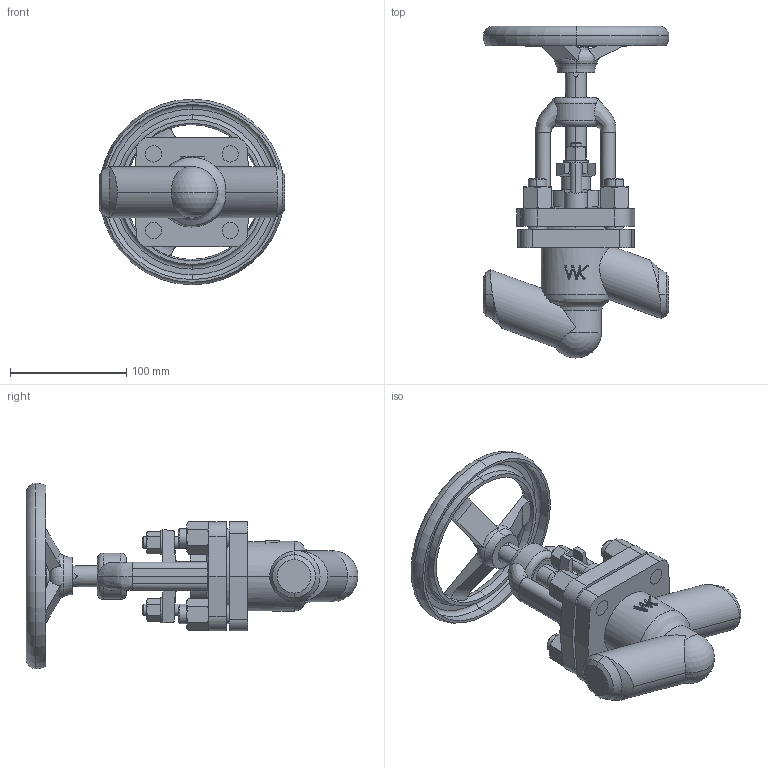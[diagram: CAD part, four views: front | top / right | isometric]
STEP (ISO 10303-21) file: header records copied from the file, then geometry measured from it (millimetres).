
FILE_DESCRIPTION (( 'STEP AP214' ), '1' );
FILE_NAME ('[25] 530S DN25 3-1561 uproszczony katalog.STEP', '2015-03-18T09:46:45', ( '' ), ( '' ), 'SwSTEP 2.0', 'SolidWorks 2015', '' );
FILE_SCHEMA (( 'AUTOMOTIVE_DESIGN' ));
Length unit declared in the file: millimetre
Products named in the file (1): [25] 530S DN25 3-1561 uproszczony katalog
Bounding box: 160.2 x 286 x 160 mm (x, y, z)
Volume: 988941.1 mm3; surface area: 151908.6 mm2
Topology: 1 solids, 1 shells, 486 faces, 1198 edges, 723 vertices
Faces by surface type: plane 184, cylinder 130, cone 109, torus 28, sphere 19, bspline 16
Entity records: 23121 total; most frequent: CARTESIAN_POINT 8600, ORIENTED_EDGE 2358, DIRECTION 2118, EDGE_CURVE 1179, AXIS2_PLACEMENT_3D 863, VERTEX_POINT 721, EDGE_LOOP 534, ADVANCED_FACE 486
